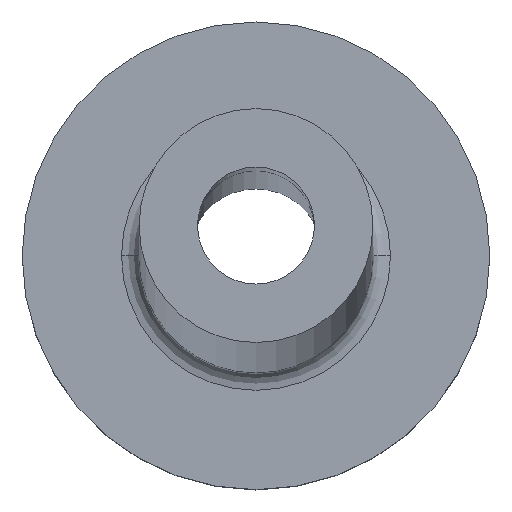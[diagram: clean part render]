
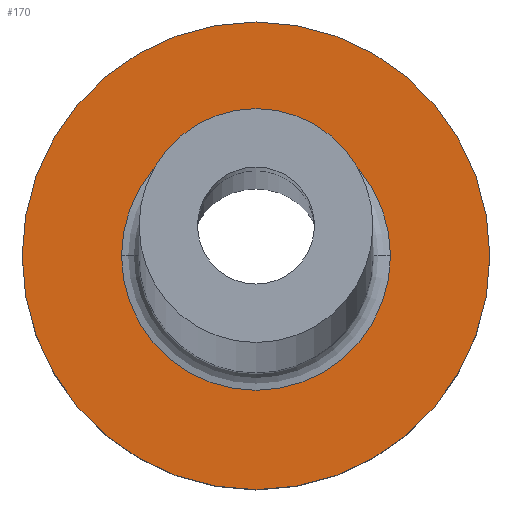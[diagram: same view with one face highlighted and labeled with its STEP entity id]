
A CAD part, top view. The second image highlights one B-rep face of the part: STEP entity #170.
In plain terms, the highlighted planar face has unit normal (0, 0, 1).
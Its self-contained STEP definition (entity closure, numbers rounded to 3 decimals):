
#1 = DIRECTION ( 'NONE',  ( 1., 0., 0. ) ) ;
#15 = CARTESIAN_POINT ( 'NONE',  ( 0., 0., 3. ) ) ;
#22 = FACE_BOUND ( 'NONE', #328, .T. ) ;
#23 = DIRECTION ( 'NONE',  ( 0., 0., 1. ) ) ;
#26 = VERTEX_POINT ( 'NONE', #325 ) ;
#40 = ORIENTED_EDGE ( 'NONE', *, *, #404, .T. ) ;
#47 = VERTEX_POINT ( 'NONE', #185 ) ;
#54 = CARTESIAN_POINT ( 'NONE',  ( 0., 0., 3. ) ) ;
#71 = DIRECTION ( 'NONE',  ( 0., 0., -1. ) ) ;
#78 = EDGE_LOOP ( 'NONE', ( #418, #40 ) ) ;
#89 = PLANE ( 'NONE',  #226 ) ;
#96 = CIRCLE ( 'NONE', #262, 2.3 ) ;
#99 = CARTESIAN_POINT ( 'NONE',  ( 0., 0., 3. ) ) ;
#104 = EDGE_CURVE ( 'NONE', #47, #125, #217, .T. ) ;
#106 = CARTESIAN_POINT ( 'NONE',  ( 2.3, 0., 3. ) ) ;
#120 = DIRECTION ( 'NONE',  ( 0., 0., -1. ) ) ;
#125 = VERTEX_POINT ( 'NONE', #385 ) ;
#128 = DIRECTION ( 'NONE',  ( 1., 0., 0. ) ) ;
#141 = AXIS2_PLACEMENT_3D ( 'NONE', #99, #235, #128 ) ;
#150 = DIRECTION ( 'NONE',  ( 1., 0., 0. ) ) ;
#163 = DIRECTION ( 'NONE',  ( 0., 0., 1. ) ) ;
#170 = ADVANCED_FACE ( 'NONE', ( #22, #300 ), #89, .T. ) ;
#176 = CARTESIAN_POINT ( 'NONE',  ( 0., 0., 3. ) ) ;
#185 = CARTESIAN_POINT ( 'NONE',  ( -4., 0., 3. ) ) ;
#194 = CARTESIAN_POINT ( 'NONE',  ( 0., 0., 3. ) ) ;
#195 = DIRECTION ( 'NONE',  ( 1., 0., 0. ) ) ;
#198 = AXIS2_PLACEMENT_3D ( 'NONE', #194, #163, #195 ) ;
#201 = VERTEX_POINT ( 'NONE', #106 ) ;
#202 = CIRCLE ( 'NONE', #141, 4. ) ;
#217 = CIRCLE ( 'NONE', #198, 4. ) ;
#219 = DIRECTION ( 'NONE',  ( 1., 0., 0. ) ) ;
#226 = AXIS2_PLACEMENT_3D ( 'NONE', #54, #23, #1 ) ;
#235 = DIRECTION ( 'NONE',  ( 0., 0., 1. ) ) ;
#262 = AXIS2_PLACEMENT_3D ( 'NONE', #176, #71, #219 ) ;
#291 = EDGE_CURVE ( 'NONE', #26, #201, #96, .T. ) ;
#300 = FACE_OUTER_BOUND ( 'NONE', #78, .T. ) ;
#311 = ORIENTED_EDGE ( 'NONE', *, *, #326, .T. ) ;
#325 = CARTESIAN_POINT ( 'NONE',  ( -2.3, 0., 3. ) ) ;
#326 = EDGE_CURVE ( 'NONE', #201, #26, #424, .T. ) ;
#328 = EDGE_LOOP ( 'NONE', ( #311, #458 ) ) ;
#385 = CARTESIAN_POINT ( 'NONE',  ( 4., 0., 3. ) ) ;
#404 = EDGE_CURVE ( 'NONE', #125, #47, #202, .T. ) ;
#416 = AXIS2_PLACEMENT_3D ( 'NONE', #15, #120, #150 ) ;
#418 = ORIENTED_EDGE ( 'NONE', *, *, #104, .T. ) ;
#424 = CIRCLE ( 'NONE', #416, 2.3 ) ;
#458 = ORIENTED_EDGE ( 'NONE', *, *, #291, .T. ) ;
